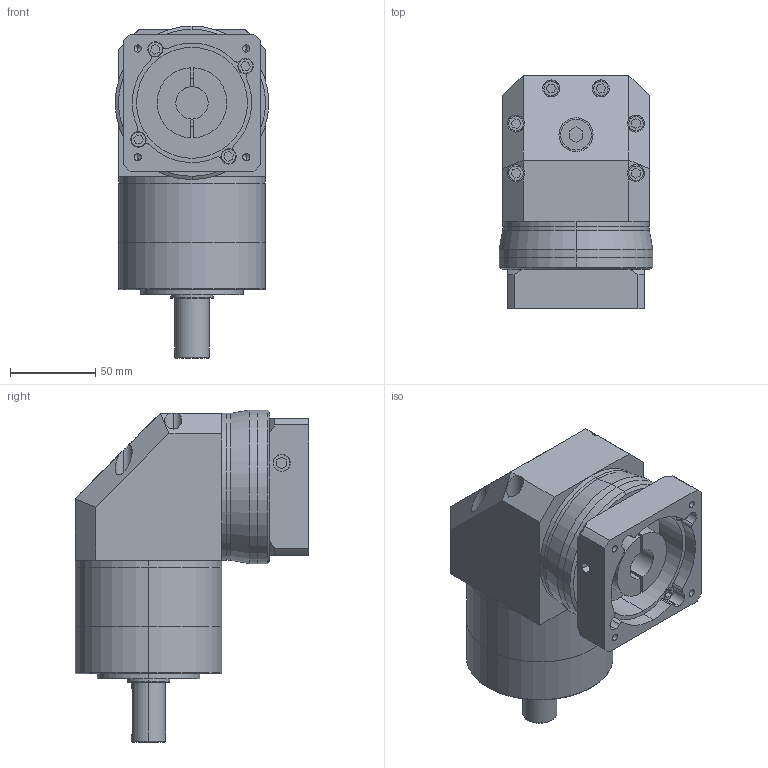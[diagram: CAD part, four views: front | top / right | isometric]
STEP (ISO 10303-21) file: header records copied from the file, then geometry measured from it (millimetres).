
FILE_DESCRIPTION (( 'STEP AP214' ), '1' );
FILE_NAME ('VGZE85等撰耀倰 源80.STEP', '2018-05-04T09:28:56', ( 'Windows' ), ( 'Microsoft' ), 'SwSTEP 2.0', 'SolidWorks 2016', '' );
FILE_SCHEMA (( 'AUTOMOTIVE_DESIGN' ));
Length unit declared in the file: millimetre
Products named in the file (1): VGZE85等撰耀倰 源80
Bounding box: 90 x 137 x 194.5 mm (x, y, z)
Volume: 1120157.9 mm3; surface area: 149161.6 mm2
Topology: 6 solids, 6 shells, 337 faces, 804 edges, 508 vertices
Faces by surface type: plane 179, cylinder 124, cone 28, torus 6
Entity records: 9987 total; most frequent: CARTESIAN_POINT 1773, DIRECTION 1716, ORIENTED_EDGE 1572, EDGE_CURVE 786, AXIS2_PLACEMENT_3D 621, VERTEX_POINT 508, VECTOR 474, LINE 474
